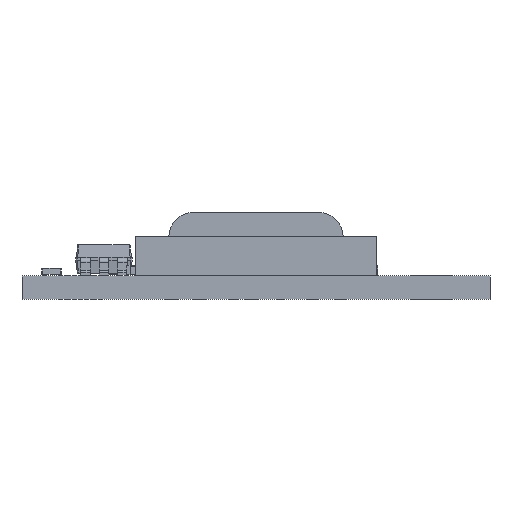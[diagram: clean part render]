
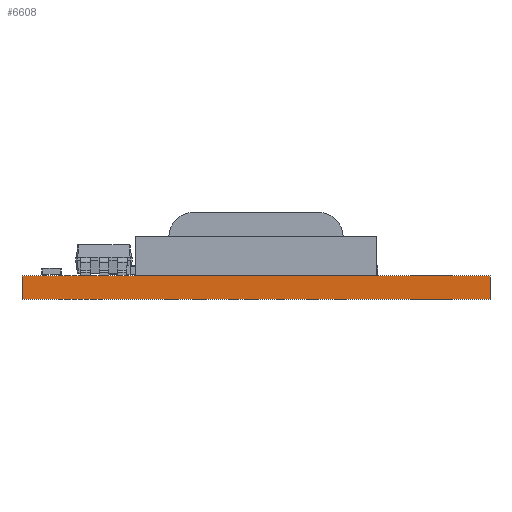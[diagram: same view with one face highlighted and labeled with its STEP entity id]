
A CAD part, front view. The second image highlights one B-rep face of the part: STEP entity #6608.
In plain terms, the highlighted planar face has unit normal (0, -1, 0).
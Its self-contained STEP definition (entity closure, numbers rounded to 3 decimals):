
#6608 = ADVANCED_FACE('',(#6609),#6643,.T.);
#6609 = FACE_BOUND('',#6610,.T.);
#6610 = EDGE_LOOP('',(#6611,#6621,#6629,#6637));
#6611 = ORIENTED_EDGE('',*,*,#6612,.T.);
#6612 = EDGE_CURVE('',#6613,#6615,#6617,.T.);
#6613 = VERTEX_POINT('',#6614);
#6614 = CARTESIAN_POINT('',(12.,-18.,0.));
#6615 = VERTEX_POINT('',#6616);
#6616 = CARTESIAN_POINT('',(12.,-18.,1.2));
#6617 = LINE('',#6618,#6619);
#6618 = CARTESIAN_POINT('',(12.,-18.,0.));
#6619 = VECTOR('',#6620,1.);
#6620 = DIRECTION('',(0.,0.,1.));
#6621 = ORIENTED_EDGE('',*,*,#6622,.T.);
#6622 = EDGE_CURVE('',#6615,#6623,#6625,.T.);
#6623 = VERTEX_POINT('',#6624);
#6624 = CARTESIAN_POINT('',(-12.,-18.,1.2));
#6625 = LINE('',#6626,#6627);
#6626 = CARTESIAN_POINT('',(12.,-18.,1.2));
#6627 = VECTOR('',#6628,1.);
#6628 = DIRECTION('',(-1.,0.,0.));
#6629 = ORIENTED_EDGE('',*,*,#6630,.F.);
#6630 = EDGE_CURVE('',#6631,#6623,#6633,.T.);
#6631 = VERTEX_POINT('',#6632);
#6632 = CARTESIAN_POINT('',(-12.,-18.,0.));
#6633 = LINE('',#6634,#6635);
#6634 = CARTESIAN_POINT('',(-12.,-18.,0.));
#6635 = VECTOR('',#6636,1.);
#6636 = DIRECTION('',(0.,0.,1.));
#6637 = ORIENTED_EDGE('',*,*,#6638,.F.);
#6638 = EDGE_CURVE('',#6613,#6631,#6639,.T.);
#6639 = LINE('',#6640,#6641);
#6640 = CARTESIAN_POINT('',(12.,-18.,0.));
#6641 = VECTOR('',#6642,1.);
#6642 = DIRECTION('',(-1.,0.,0.));
#6643 = PLANE('',#6644);
#6644 = AXIS2_PLACEMENT_3D('',#6645,#6646,#6647);
#6645 = CARTESIAN_POINT('',(12.,-18.,0.));
#6646 = DIRECTION('',(0.,-1.,0.));
#6647 = DIRECTION('',(-1.,0.,0.));
